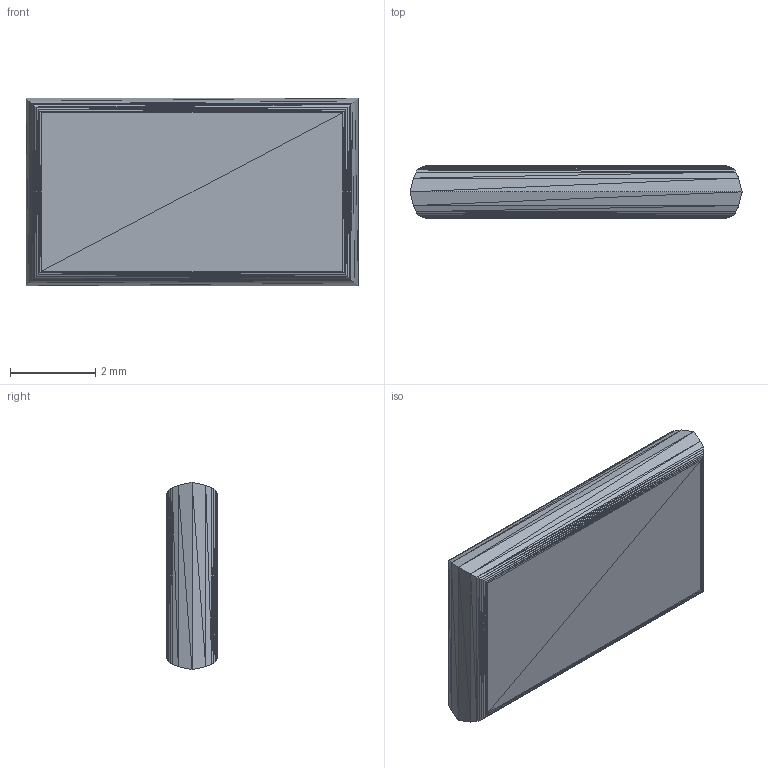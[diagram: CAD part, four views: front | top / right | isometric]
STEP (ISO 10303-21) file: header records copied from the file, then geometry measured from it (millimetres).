
FILE_DESCRIPTION(/* description */ (''),/* implementation_level */ '2;1');
FILE_NAME(/* name */ 'tssop_24002002_ipt_1d7d655b.STEP',/* time_stamp */ '2022-06-02T14:50:48+03:00',/* author */ ('Sulieman DAHER'),/* organization */ (''),/* preprocessor_version */ 'ST-DEVELOPER v16.13',/* originating_system */ 'Autodesk Inventor 2018',/* authorisation */ '');
FILE_SCHEMA (('AUTOMOTIVE_DESIGN { 1 0 10303 214 3 1 1 }'));
Length unit declared in the file: millimetre
Products named in the file (1): tssop_24002002
Bounding box: 7.8 x 1.22 x 4.4 mm (x, y, z)
Volume: 39.3 mm3; surface area: 88.5 mm2
Topology: 1 solids, 1 shells, 214 faces, 321 edges, 109 vertices
Faces by surface type: plane 214
Entity records: 4231 total; most frequent: DIRECTION 751, CARTESIAN_POINT 645, ORIENTED_EDGE 642, LINE 321, VECTOR 321, EDGE_CURVE 321, AXIS2_PLACEMENT_3D 215, FACE_OUTER_BOUND 214
